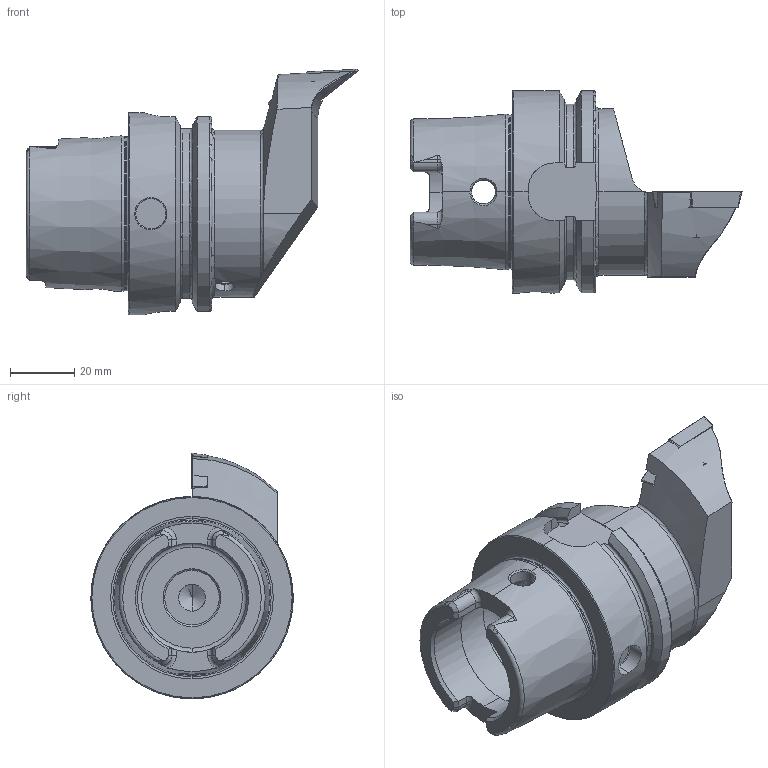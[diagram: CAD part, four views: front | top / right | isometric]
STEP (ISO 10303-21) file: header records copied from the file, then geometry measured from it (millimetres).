
FILE_DESCRIPTION (( 'STEP AP214' ), '1' );
FILE_NAME ('HA6-KVB.LJA.070.STEP', '2015-02-16T09:31:38', ( 'SWIAdmin' ), ( 'Hewlett-Packard Company' ), 'SwSTEP 2.0', 'SolidWorks 2012', '' );
FILE_SCHEMA (( 'AUTOMOTIVE_DESIGN' ));
Length unit declared in the file: millimetre
Products named in the file (5): KVT_MB_600_050; VCMT160404; WCB-ER2.001.009_A; HA6-KVB.LJA.070_A; HA6-KVB.LJA.070
Assembly tree (4 placements, depth 2):
  HA6-KVB.LJA.070
    HA6-KVB.LJA.070_A
    WCB-ER2.001.009_A
    VCMT160404
    KVT_MB_600_050
Bounding box: 103.43 x 63 x 76.5 mm (x, y, z)
Volume: 126851.5 mm3; surface area: 29488.2 mm2
Topology: 5 solids, 5 shells, 313 faces, 818 edges, 502 vertices
Faces by surface type: cylinder 90, plane 82, cone 77, torus 38, bspline 22, sphere 4
Entity records: 13036 total; most frequent: CARTESIAN_POINT 4461, ORIENTED_EDGE 1602, DIRECTION 1402, EDGE_CURVE 801, AXIS2_PLACEMENT_3D 562, VERTEX_POINT 499, EDGE_LOOP 326, FACE_OUTER_BOUND 313
